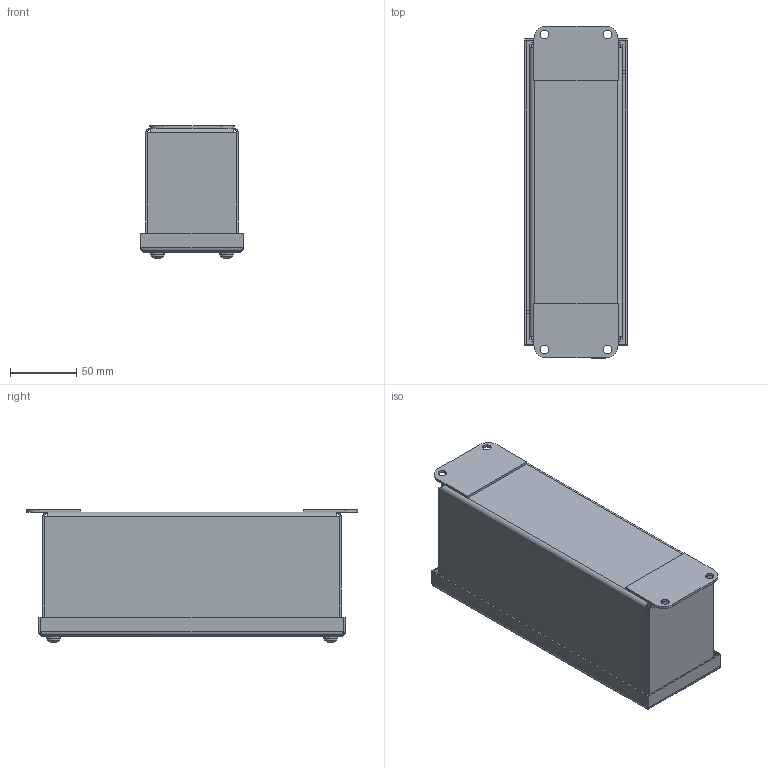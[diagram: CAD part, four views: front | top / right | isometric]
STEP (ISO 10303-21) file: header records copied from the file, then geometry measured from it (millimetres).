
FILE_DESCRIPTION (( 'STEP AP214' ), '1' );
FILE_NAME ('PBGX4SSA.STEP', '2021-09-23T18:31:45', ( '' ), ( '' ), 'SwSTEP 2.0', 'SolidWorks 2021', '' );
FILE_SCHEMA (( 'AUTOMOTIVE_DESIGN' ));
Length unit declared in the file: inch
Products named in the file (1): PBGX4SSA
Bounding box: 77.79 x 250.82 x 100.44 mm (x, y, z)
Volume: 156063.5 mm3; surface area: 227564.9 mm2
Topology: 20 solids, 22 shells, 776 faces, 1992 edges, 1272 vertices
Faces by surface type: plane 364, cylinder 260, cone 88, bspline 64
Entity records: 45523 total; most frequent: CARTESIAN_POINT 17087, ORIENTED_EDGE 3968, DIRECTION 3430, EDGE_CURVE 1984, VERTEX_POINT 1272, AXIS2_PLACEMENT_3D 1189, LINE 1052, VECTOR 1052
